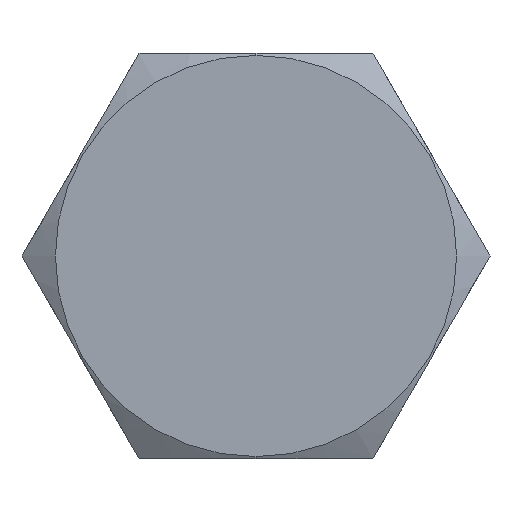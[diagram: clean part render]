
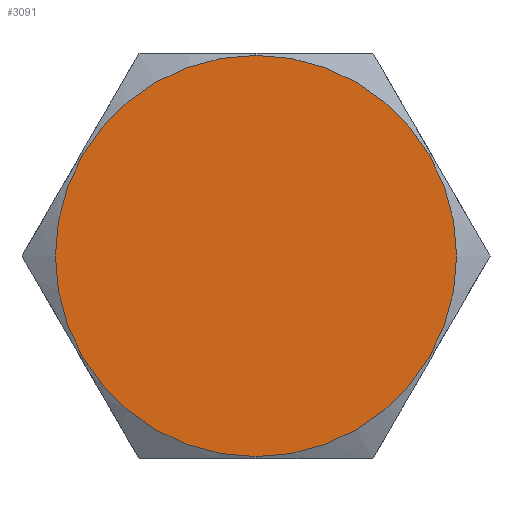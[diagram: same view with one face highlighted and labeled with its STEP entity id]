
A CAD part, left-side view. The second image highlights one B-rep face of the part: STEP entity #3091.
In plain terms, the highlighted planar face has unit normal (-1, 0, 0).
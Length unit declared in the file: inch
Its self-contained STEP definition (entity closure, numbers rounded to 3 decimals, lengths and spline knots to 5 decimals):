
#399 = CIRCLE ( 'NONE', #2311, 0.495 ) ;
#891 = DIRECTION ( 'NONE',  ( 0., 0., -1. ) ) ;
#1260 = DIRECTION ( 'NONE',  ( -1., 0., 0. ) ) ;
#1522 = CIRCLE ( 'NONE', #3661, 0.495 ) ;
#1561 = FACE_OUTER_BOUND ( 'NONE', #2474, .T. ) ;
#1658 = DIRECTION ( 'NONE',  ( -1., 0., 0. ) ) ;
#2069 = DIRECTION ( 'NONE',  ( 1., 0., 0. ) ) ;
#2311 = AXIS2_PLACEMENT_3D ( 'NONE', #5340, #1658, #5919 ) ;
#2442 = CARTESIAN_POINT ( 'NONE',  ( -1.12, 0., 0. ) ) ;
#2474 = EDGE_LOOP ( 'NONE', ( #7433, #3029 ) ) ;
#3029 = ORIENTED_EDGE ( 'NONE', *, *, #5571, .T. ) ;
#3091 = ADVANCED_FACE ( 'NONE', ( #1561 ), #6430, .F. ) ;
#3390 = CARTESIAN_POINT ( 'NONE',  ( -1.12, 0.28868, 0.5 ) ) ;
#3445 = AXIS2_PLACEMENT_3D ( 'NONE', #3390, #2069, #891 ) ;
#3661 = AXIS2_PLACEMENT_3D ( 'NONE', #2442, #1260, #3744 ) ;
#3744 = DIRECTION ( 'NONE',  ( 0., 0., 1. ) ) ;
#4052 = EDGE_CURVE ( 'NONE', #4751, #5492, #399, .T. ) ;
#4751 = VERTEX_POINT ( 'NONE', #5042 ) ;
#5042 = CARTESIAN_POINT ( 'NONE',  ( -1.12, 0., -0.495 ) ) ;
#5334 = CARTESIAN_POINT ( 'NONE',  ( -1.12, 0., 0.495 ) ) ;
#5340 = CARTESIAN_POINT ( 'NONE',  ( -1.12, 0., 0. ) ) ;
#5492 = VERTEX_POINT ( 'NONE', #5334 ) ;
#5571 = EDGE_CURVE ( 'NONE', #5492, #4751, #1522, .T. ) ;
#5919 = DIRECTION ( 'NONE',  ( 0., 0., 1. ) ) ;
#6430 = PLANE ( 'NONE',  #3445 ) ;
#7433 = ORIENTED_EDGE ( 'NONE', *, *, #4052, .T. ) ;
